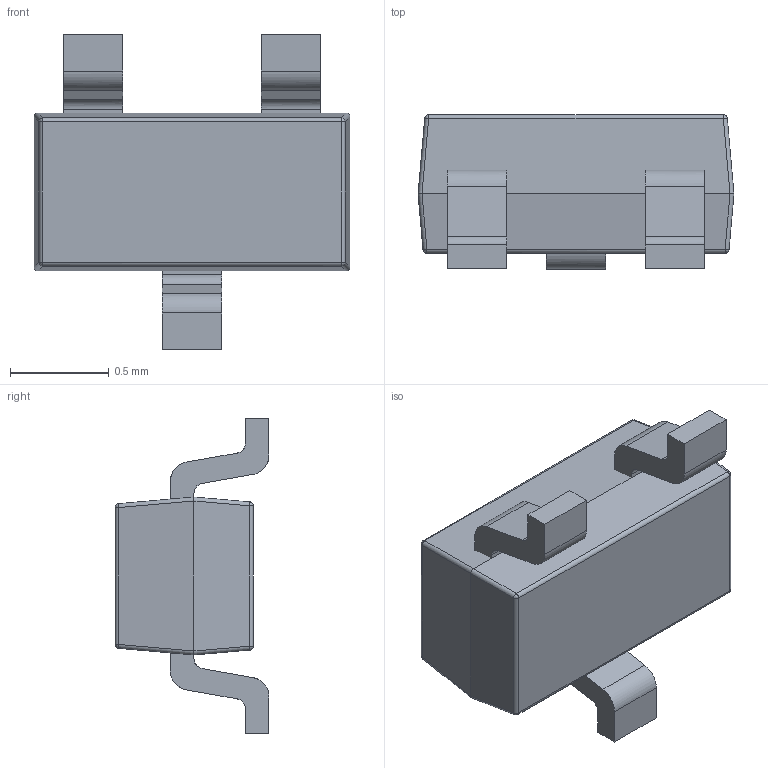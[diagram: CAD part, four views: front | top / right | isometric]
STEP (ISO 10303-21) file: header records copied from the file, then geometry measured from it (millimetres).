
FILE_DESCRIPTION(/* description */ (''),/* implementation_level */ '2;1');
FILE_NAME(/* name */ 'SOT-52~1',/* time_stamp */ '2023-11-21T16:08:55+08:00',/* author */ (''),/* organization */ (''),/* preprocessor_version */ 'ST-DEVELOPER v16.5',/* originating_system */ '',/* authorisation */ '');
FILE_SCHEMA (('AUTOMOTIVE_DESIGN'));
Length unit declared in the file: millimetre
Products named in the file (3): Document; ��2; ��1
Assembly tree (2 placements, depth 2):
  Document
    ��2
    ��1
Bounding box: 1.6 x 0.78 x 1.6 mm (x, y, z)
Volume: 0.9 mm3; surface area: 7.9 mm2
Topology: 4 solids, 4 shells, 76 faces, 180 edges, 104 vertices
Faces by surface type: plane 40, cylinder 28, bspline 8
Entity records: 2231 total; most frequent: CARTESIAN_POINT 939, ORIENTED_EDGE 344, EDGE_CURVE 172, B_SPLINE_CURVE_WITH_KNOTS 120, VERTEX_POINT 104, DIRECTION 82, ADVANCED_FACE 76, FACE_OUTER_BOUND 76
